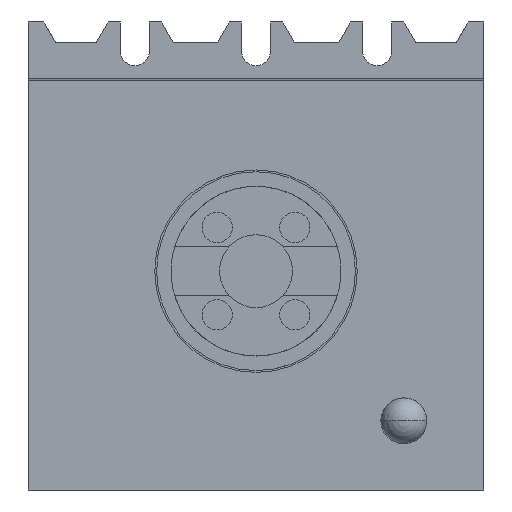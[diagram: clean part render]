
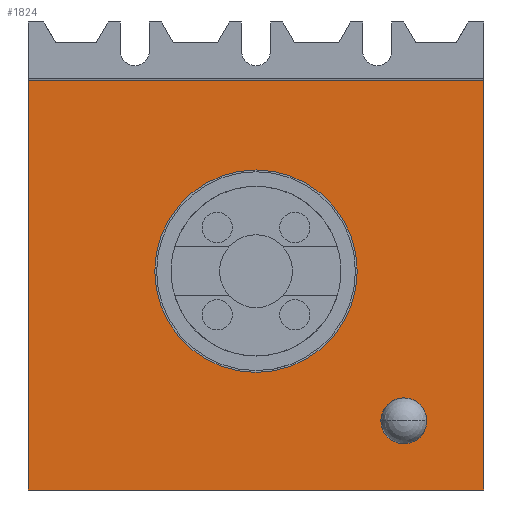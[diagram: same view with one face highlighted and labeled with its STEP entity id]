
A CAD part, front view. The second image highlights one B-rep face of the part: STEP entity #1824.
In plain terms, the highlighted planar face has unit normal (0, -1, 0).
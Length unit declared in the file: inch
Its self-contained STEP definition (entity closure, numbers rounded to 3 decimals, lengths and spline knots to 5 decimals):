
#2=CARTESIAN_POINT('',(0.,0.,0.));
#3=DIRECTION('',(0.,1.,0.));
#4=DIRECTION('',(0.,0.,-1.));
#5=AXIS2_PLACEMENT_3D('',#2,#3,#4);
#7=CARTESIAN_POINT('',(0.,0.,0.));
#8=DIRECTION('',(0.,1.,0.));
#9=DIRECTION('',(0.,0.,1.));
#10=AXIS2_PLACEMENT_3D('',#7,#8,#9);
#12=DIRECTION('',(1.,0.,0.));
#13=VECTOR('',#12,0.376);
#14=CARTESIAN_POINT('',(-0.188,0.,0.15684));
#15=LINE('',#14,#13);
#16=DIRECTION('',(0.,0.,-1.));
#17=VECTOR('',#16,0.33734);
#18=CARTESIAN_POINT('',(0.188,0.,0.15684));
#19=LINE('',#18,#17);
#20=DIRECTION('',(-1.,0.,0.));
#21=VECTOR('',#20,0.376);
#22=CARTESIAN_POINT('',(0.188,0.,-0.1805));
#23=LINE('',#22,#21);
#24=DIRECTION('',(0.,0.,1.));
#25=VECTOR('',#24,0.33734);
#26=CARTESIAN_POINT('',(-0.188,0.,-0.1805));
#27=LINE('',#26,#25);
#28=CARTESIAN_POINT('',(0.122,0.,-0.1235));
#29=DIRECTION('',(0.,-1.,0.));
#30=DIRECTION('',(1.,0.,0.));
#31=AXIS2_PLACEMENT_3D('',#28,#29,#30);
#33=CARTESIAN_POINT('',(0.122,0.,-0.1235));
#34=DIRECTION('',(0.,-1.,0.));
#35=DIRECTION('',(-1.,0.,0.));
#36=AXIS2_PLACEMENT_3D('',#33,#34,#35);
#1377=CARTESIAN_POINT('',(0.188,0.,-0.1805));
#1378=CARTESIAN_POINT('',(-0.188,0.,-0.1805));
#1379=VERTEX_POINT('',#1377);
#1380=VERTEX_POINT('',#1378);
#1413=CARTESIAN_POINT('',(0.,0.,-0.0835));
#1414=CARTESIAN_POINT('',(0.,0.,0.0835));
#1415=VERTEX_POINT('',#1413);
#1416=VERTEX_POINT('',#1414);
#1589=CARTESIAN_POINT('',(-0.188,0.,0.15684));
#1590=CARTESIAN_POINT('',(0.188,0.,0.15684));
#1591=VERTEX_POINT('',#1589);
#1592=VERTEX_POINT('',#1590);
#1781=CARTESIAN_POINT('',(0.141,0.,-0.1235));
#1782=CARTESIAN_POINT('',(0.103,0.,-0.1235));
#1783=VERTEX_POINT('',#1781);
#1784=VERTEX_POINT('',#1782);
#1797=CARTESIAN_POINT('',(0.,0.,0.));
#1798=DIRECTION('',(0.,1.,0.));
#1799=DIRECTION('',(1.,0.,0.));
#1800=AXIS2_PLACEMENT_3D('',#1797,#1798,#1799);
#1801=PLANE('',#1800);
#1803=ORIENTED_EDGE('',*,*,#1802,.T.);
#1805=ORIENTED_EDGE('',*,*,#1804,.T.);
#1807=ORIENTED_EDGE('',*,*,#1806,.T.);
#1809=ORIENTED_EDGE('',*,*,#1808,.T.);
#1810=EDGE_LOOP('',(#1803,#1805,#1807,#1809));
#1811=FACE_OUTER_BOUND('',#1810,.F.);
#1813=ORIENTED_EDGE('',*,*,#1812,.F.);
#1815=ORIENTED_EDGE('',*,*,#1814,.F.);
#1816=EDGE_LOOP('',(#1813,#1815));
#1817=FACE_BOUND('',#1816,.F.);
#1819=ORIENTED_EDGE('',*,*,#1818,.T.);
#1821=ORIENTED_EDGE('',*,*,#1820,.T.);
#1822=EDGE_LOOP('',(#1819,#1821));
#1823=FACE_BOUND('',#1822,.F.);
#1824=ADVANCED_FACE('',(#1811,#1817,#1823),#1801,.F.);
#6=CIRCLE('',#5,0.0835);
#11=CIRCLE('',#10,0.0835);
#32=CIRCLE('',#31,0.019);
#37=CIRCLE('',#36,0.019);
#1802=EDGE_CURVE('',#1591,#1592,#15,.T.);
#1804=EDGE_CURVE('',#1592,#1379,#19,.T.);
#1806=EDGE_CURVE('',#1379,#1380,#23,.T.);
#1808=EDGE_CURVE('',#1380,#1591,#27,.T.);
#1812=EDGE_CURVE('',#1415,#1416,#6,.T.);
#1814=EDGE_CURVE('',#1416,#1415,#11,.T.);
#1818=EDGE_CURVE('',#1783,#1784,#32,.T.);
#1820=EDGE_CURVE('',#1784,#1783,#37,.T.);
